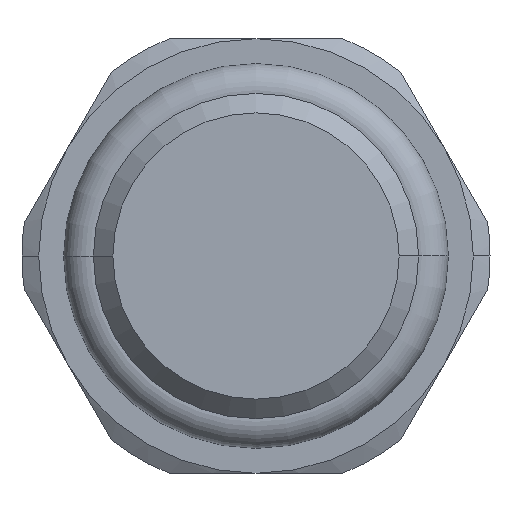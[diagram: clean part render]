
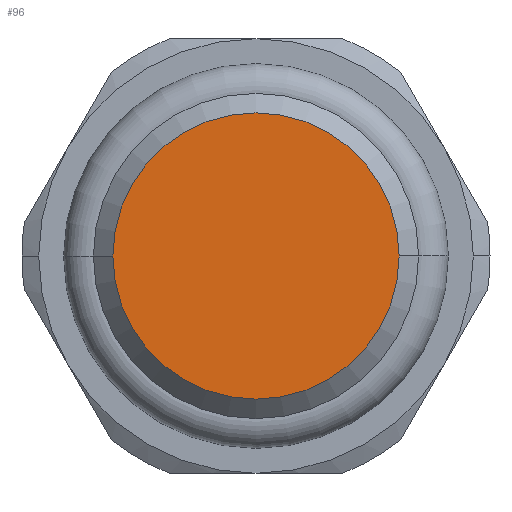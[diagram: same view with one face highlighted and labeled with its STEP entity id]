
A CAD part, front view. The second image highlights one B-rep face of the part: STEP entity #96.
In plain terms, the highlighted planar face has unit normal (0, -1, 0).
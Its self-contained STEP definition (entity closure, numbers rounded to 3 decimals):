
#96=ADVANCED_FACE('',(#200),#201,.T.);
#200=FACE_OUTER_BOUND('',#304,.T.);
#201=PLANE('',#305);
#304=EDGE_LOOP('',(#696,#697));
#305=AXIS2_PLACEMENT_3D('',#698,#699,#700);
#696=ORIENTED_EDGE('',*,*,#715,.F.);
#697=ORIENTED_EDGE('',*,*,#819,.F.);
#698=CARTESIAN_POINT('',(-2.142,0.,0.0));
#699=DIRECTION('',(0.,-1.0,0.0));
#700=DIRECTION('',(1.0,0.,-0.0));
#715=EDGE_CURVE('',#846,#848,#849,.T.);
#819=EDGE_CURVE('',#848,#846,#1014,.T.);
#846=VERTEX_POINT('',#1045);
#848=VERTEX_POINT('',#1048);
#849=CIRCLE('',#1049,4.283);
#1014=CIRCLE('',#1565,4.283);
#1045=CARTESIAN_POINT('',(-4.283,0.,0.0));
#1048=CARTESIAN_POINT('',(4.283,0.,0.));
#1049=AXIS2_PLACEMENT_3D('',#1600,#1601,#1602);
#1565=AXIS2_PLACEMENT_3D('',#1756,#1757,#1758);
#1600=CARTESIAN_POINT('',(0.0,0.,0.0));
#1601=DIRECTION('',(0.0,1.0,0.0));
#1602=DIRECTION('',(-1.0,0.0,0.0));
#1756=CARTESIAN_POINT('',(0.0,0.,0.0));
#1757=DIRECTION('',(0.0,1.0,0.0));
#1758=DIRECTION('',(-1.0,0.0,0.0));
